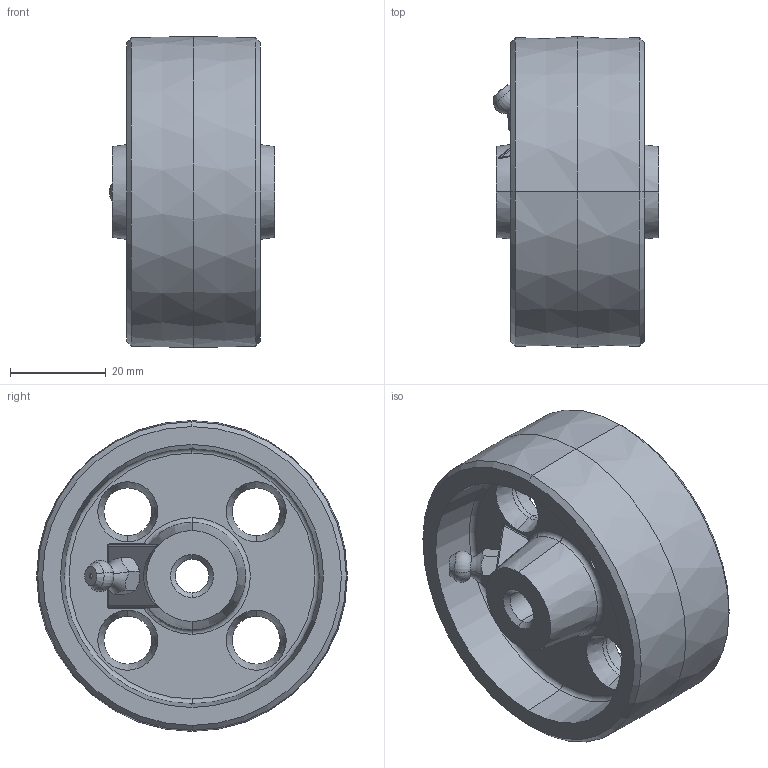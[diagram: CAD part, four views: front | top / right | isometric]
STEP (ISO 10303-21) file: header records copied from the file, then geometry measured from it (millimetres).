
FILE_DESCRIPTION (( 'STEP AP214' ), '1' );
FILE_NAME ('0010063.step', '2022-05-04T07:03:06', ( '' ), ( '' ), 'SwSTEP 2.0', 'SolidWorks 2020', '' );
FILE_SCHEMA (( 'AUTOMOTIVE_DESIGN' ));
Length unit declared in the file: millimetre
Products named in the file (1): 0010063
Bounding box: 34.64 x 65 x 65 mm (x, y, z)
Volume: 51101.8 mm3; surface area: 17870.2 mm2
Topology: 2 solids, 2 shells, 104 faces, 229 edges, 133 vertices
Faces by surface type: cone 42, cylinder 19, plane 18, torus 13, bspline 10, sphere 2
Entity records: 4471 total; most frequent: CARTESIAN_POINT 1015, DIRECTION 502, ORIENTED_EDGE 452, EDGE_CURVE 226, AXIS2_PLACEMENT_3D 215, VERTEX_POINT 132, EDGE_LOOP 122, CIRCLE 120
